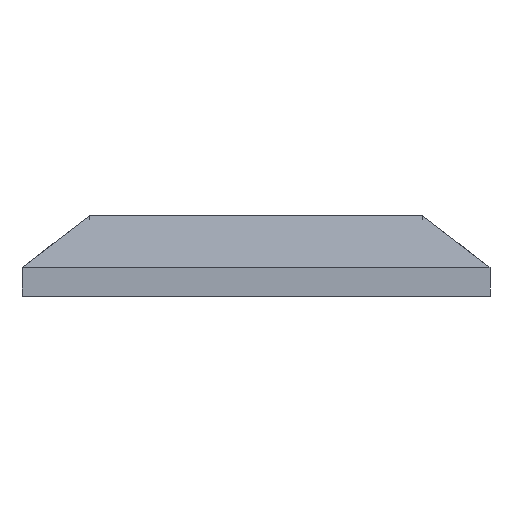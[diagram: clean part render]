
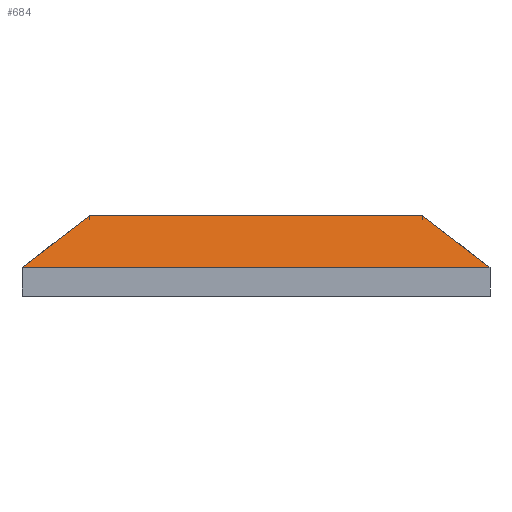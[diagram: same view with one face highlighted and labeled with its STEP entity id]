
A CAD part, front view. The second image highlights one B-rep face of the part: STEP entity #684.
In plain terms, the highlighted planar face has unit normal (0, -0.508, 0.861).
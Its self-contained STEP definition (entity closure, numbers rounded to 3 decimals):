
#93 = CARTESIAN_POINT ( 'NONE',  ( 40.75, -253.25, 5. ) ) ;
#169 = VECTOR ( 'NONE', #419, 1000. ) ;
#194 = LINE ( 'NONE', #439, #169 ) ;
#215 = CARTESIAN_POINT ( 'NONE',  ( 13.583, -253.25, 5. ) ) ;
#289 = CARTESIAN_POINT ( 'NONE',  ( -13.583, -253.25, 5. ) ) ;
#326 = VERTEX_POINT ( 'NONE', #649 ) ;
#347 = VERTEX_POINT ( 'NONE', #564 ) ;
#380 = VERTEX_POINT ( 'NONE', #450 ) ;
#419 = DIRECTION ( 'NONE',  ( -0.553, -0.718, -0.424 ) ) ;
#439 = CARTESIAN_POINT ( 'NONE',  ( -29., -238., 14. ) ) ;
#448 = FACE_OUTER_BOUND ( 'NONE', #928, .T. ) ;
#450 = CARTESIAN_POINT ( 'NONE',  ( -29., -238., 14. ) ) ;
#473 = CARTESIAN_POINT ( 'NONE',  ( -40.75, -253.25, 5. ) ) ;
#564 = CARTESIAN_POINT ( 'NONE',  ( -40.75, -253.25, 5. ) ) ;
#572 = VECTOR ( 'NONE', #2110, 1000. ) ;
#629 = CARTESIAN_POINT ( 'NONE',  ( 40.75, -253.25, 5. ) ) ;
#634 = LINE ( 'NONE', #2122, #572 ) ;
#649 = CARTESIAN_POINT ( 'NONE',  ( 29., -238., 14. ) ) ;
#684 = ADVANCED_FACE ( 'NONE', ( #448 ), #1422, .T. ) ;
#721 = ORIENTED_EDGE ( 'NONE', *, *, #1938, .T. ) ;
#749 = ORIENTED_EDGE ( 'NONE', *, *, #1860, .T. ) ;
#928 = EDGE_LOOP ( 'NONE', ( #749, #721, #1214, #1459 ) ) ;
#1208 = B_SPLINE_CURVE_WITH_KNOTS ( 'NONE', 3,
 ( #473, #289, #215, #93 ),
 .UNSPECIFIED., .F., .F.,
 ( 4, 4 ),
 ( 0., 1. ),
 .UNSPECIFIED. ) ;
#1214 = ORIENTED_EDGE ( 'NONE', *, *, #1795, .F. ) ;
#1225 = DIRECTION ( 'NONE',  ( 0., -0.861, -0.508 ) ) ;
#1247 = AXIS2_PLACEMENT_3D ( 'NONE', #1398, #1249, #1225 ) ;
#1249 = DIRECTION ( 'NONE',  ( 0., -0.508, 0.861 ) ) ;
#1320 = VERTEX_POINT ( 'NONE', #629 ) ;
#1348 = CARTESIAN_POINT ( 'NONE',  ( -29., -238., 14. ) ) ;
#1380 = DIRECTION ( 'NONE',  ( -1., 0., 0. ) ) ;
#1398 = CARTESIAN_POINT ( 'NONE',  ( 0., -225.586, 21.326 ) ) ;
#1422 = PLANE ( 'NONE',  #1247 ) ;
#1459 = ORIENTED_EDGE ( 'NONE', *, *, #2029, .T. ) ;
#1573 = VECTOR ( 'NONE', #1380, 1000. ) ;
#1637 = LINE ( 'NONE', #1348, #1573 ) ;
#1795 = EDGE_CURVE ( 'NONE', #326, #1320, #634, .T. ) ;
#1860 = EDGE_CURVE ( 'NONE', #380, #347, #194, .T. ) ;
#1938 = EDGE_CURVE ( 'NONE', #347, #1320, #1208, .T. ) ;
#2029 = EDGE_CURVE ( 'NONE', #326, #380, #1637, .T. ) ;
#2110 = DIRECTION ( 'NONE',  ( 0.553, -0.718, -0.424 ) ) ;
#2122 = CARTESIAN_POINT ( 'NONE',  ( 29., -238., 14. ) ) ;
